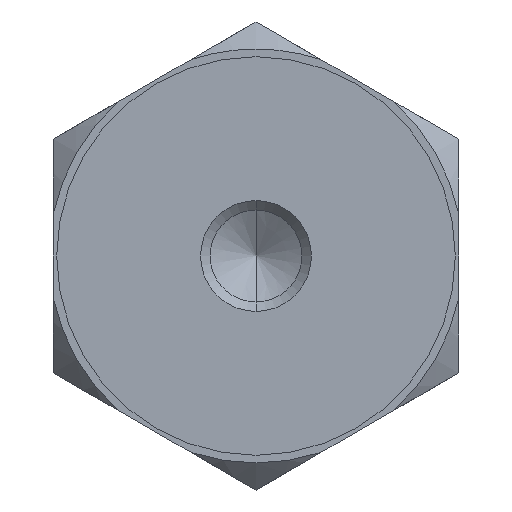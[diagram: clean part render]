
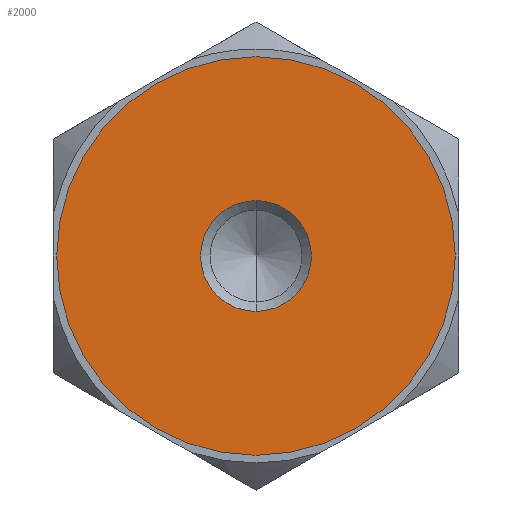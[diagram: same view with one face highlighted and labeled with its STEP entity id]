
A CAD part, front view. The second image highlights one B-rep face of the part: STEP entity #2000.
In plain terms, the highlighted planar face has unit normal (0, -1, 0).
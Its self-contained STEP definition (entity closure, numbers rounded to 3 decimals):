
#975=CARTESIAN_POINT('',(0.,-36.5,0.));
#976=DIRECTION('',(0.,-1.,0.));
#977=DIRECTION('',(0.,0.,1.));
#978=AXIS2_PLACEMENT_3D('',#975,#976,#977);
#983=CARTESIAN_POINT('',(0.,-36.5,0.));
#984=DIRECTION('',(0.,-1.,0.));
#985=DIRECTION('',(0.,0.,-1.));
#986=AXIS2_PLACEMENT_3D('',#983,#984,#985);
#991=CARTESIAN_POINT('',(0.,-36.5,0.));
#992=DIRECTION('',(0.,1.,0.));
#993=DIRECTION('',(0.,0.,-1.));
#994=AXIS2_PLACEMENT_3D('',#991,#992,#993);
#999=CARTESIAN_POINT('',(0.,-36.5,0.));
#1000=DIRECTION('',(0.,1.,0.));
#1001=DIRECTION('',(0.,0.,1.));
#1002=AXIS2_PLACEMENT_3D('',#999,#1000,#1001);
#1145=CARTESIAN_POINT('',(0.,-36.5,-14.75));
#1147=VERTEX_POINT('',#1145);
#1149=CARTESIAN_POINT('',(0.,-36.5,14.75));
#1151=VERTEX_POINT('',#1149);
#1184=CARTESIAN_POINT('',(0.,-36.5,-4.1));
#1186=VERTEX_POINT('',#1184);
#1188=CARTESIAN_POINT('',(0.,-36.5,4.1));
#1190=VERTEX_POINT('',#1188);
#1985=CARTESIAN_POINT('',(17.5,-36.5,0.));
#1986=DIRECTION('',(0.,-1.,0.));
#1987=DIRECTION('',(0.,0.,-1.));
#1988=AXIS2_PLACEMENT_3D('',#1985,#1986,#1987);
#1989=PLANE('',#1988);
#1990=ORIENTED_EDGE('',*,*,#1979,.F.);
#1991=ORIENTED_EDGE('',*,*,#1965,.F.);
#1992=EDGE_LOOP('',(#1990,#1991));
#1993=FACE_OUTER_BOUND('',#1992,.F.);
#1995=ORIENTED_EDGE('',*,*,#1994,.F.);
#1997=ORIENTED_EDGE('',*,*,#1996,.F.);
#1998=EDGE_LOOP('',(#1995,#1997));
#1999=FACE_BOUND('',#1998,.F.);
#2000=ADVANCED_FACE('',(#1993,#1999),#1989,.T.);
#979=CIRCLE('',#978,14.75);
#987=CIRCLE('',#986,14.75);
#995=CIRCLE('',#994,4.1);
#1003=CIRCLE('',#1002,4.1);
#1965=EDGE_CURVE('',#1147,#1151,#987,.T.);
#1979=EDGE_CURVE('',#1151,#1147,#979,.T.);
#1994=EDGE_CURVE('',#1186,#1190,#995,.T.);
#1996=EDGE_CURVE('',#1190,#1186,#1003,.T.);
